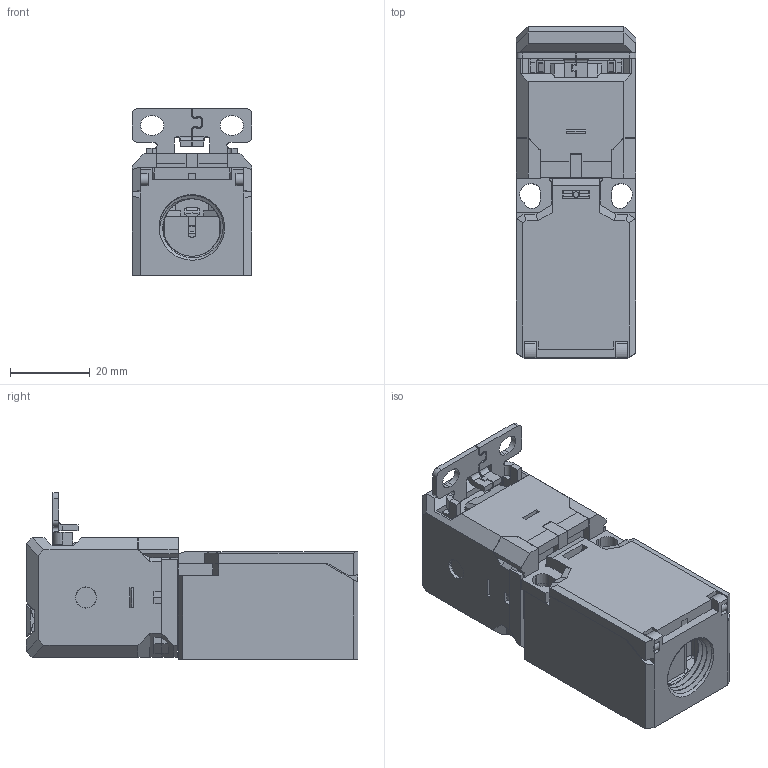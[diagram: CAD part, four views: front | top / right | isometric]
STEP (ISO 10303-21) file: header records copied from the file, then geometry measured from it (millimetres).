
FILE_DESCRIPTION((''),'2;1');
FILE_NAME('192581_ASM','2016-01-20T',('pdmadmin'),(''),'PRO/ENGINEER BY PARAMETRIC TECHNOLOGY CORPORATION, 2013230','PRO/ENGINEER BY PARAMETRIC TECHNOLOGY CORPORATION, 2013230','');
FILE_SCHEMA(('CONFIG_CONTROL_DESIGN'));
Length unit declared in the file: millimetre
Products named in the file (12): SI-LS83_INTERLOCK_BODY_PART_1; SI-LS83_INTERLOCK_BODY_PART_2; SI-LS83_INTERLOCK_BODY_PART_3; SI-LS83_INTERLOCK_BODY_PART_4; SI-LS83_INTERLOCK_BODY_PART_5; SI-LS83_INTERLOCK_BODY_PART_6; SI-LS83_INTERLOCK_BODY_PART_7; SI-LS83_INTERLOCK_BODY_PART_8; 49482---SI-LS83E_ASM; 58855---SI-QS-SSA-2; 58745---SI-LS83SD_ASM; 192581_ASM
Assembly tree (11 placements, depth 4):
  192581_ASM
    58745---SI-LS83SD_ASM
      49482---SI-LS83E_ASM
        SI-LS83_INTERLOCK_BODY_PART_1
        SI-LS83_INTERLOCK_BODY_PART_2
        SI-LS83_INTERLOCK_BODY_PART_3
        SI-LS83_INTERLOCK_BODY_PART_4
        SI-LS83_INTERLOCK_BODY_PART_5
        SI-LS83_INTERLOCK_BODY_PART_6
        SI-LS83_INTERLOCK_BODY_PART_7
        SI-LS83_INTERLOCK_BODY_PART_8
      58855---SI-QS-SSA-2
Bounding box: 30 x 83.1 x 41.8 mm (x, y, z)
Volume: 32091.9 mm3; surface area: 34135.2 mm2
Topology: 9 solids, 9 shells, 1727 faces, 4694 edges, 3012 vertices
Faces by surface type: plane 1192, cylinder 393, sphere 82, cone 38, bspline 11, torus 11
Entity records: 55976 total; most frequent: CARTESIAN_POINT 11692, ORIENTED_EDGE 9368, DIRECTION 8945, EDGE_CURVE 4684, VECTOR 3633, LINE 3633, VERTEX_POINT 3012, AXIS2_PLACEMENT_3D 2656
